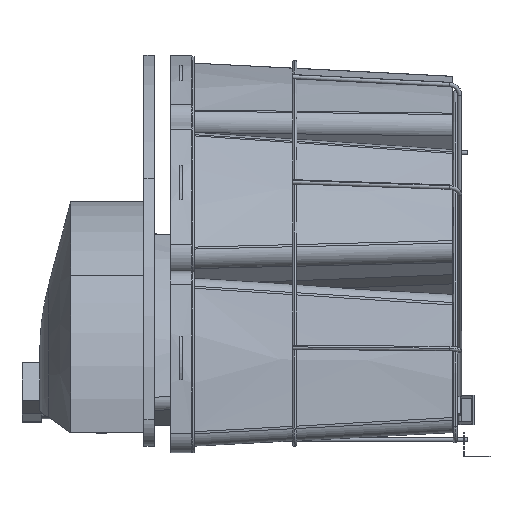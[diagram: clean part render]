
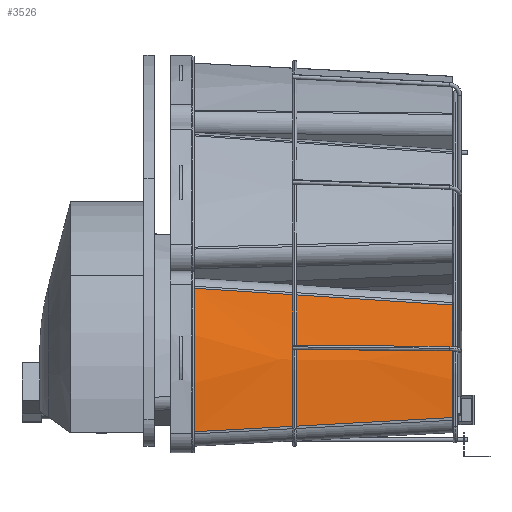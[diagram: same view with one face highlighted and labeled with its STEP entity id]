
A CAD part, left-side view. The second image highlights one B-rep face of the part: STEP entity #3526.
In plain terms, the highlighted conical face has half-angle 2.5 degrees and reference radius 415.812 mm.
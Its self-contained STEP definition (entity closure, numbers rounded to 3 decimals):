
#3526=ADVANCED_FACE('',(#6022),#6023,.T.);
#6022=FACE_OUTER_BOUND('',#8437,.T.);
#6023=CONICAL_SURFACE('',#8438,415.812,0.044);
#8437=EDGE_LOOP('',(#15537,#15538,#15539,#15540));
#8438=AXIS2_PLACEMENT_3D('',#15541,#15542,#15543);
#15537=ORIENTED_EDGE('',*,*,#19088,.T.);
#15538=ORIENTED_EDGE('',*,*,#19092,.T.);
#15539=ORIENTED_EDGE('',*,*,#19071,.T.);
#15540=ORIENTED_EDGE('',*,*,#18937,.F.);
#15541=CARTESIAN_POINT('',(21.59,317.45,-5.518));
#15542=DIRECTION('',(0.,1.0,0.));
#15543=DIRECTION('',(-0.153,0.,-0.988));
#18937=EDGE_CURVE('',#22526,#22528,#22529,.T.);
#19071=EDGE_CURVE('',#22763,#22528,#22764,.T.);
#19088=EDGE_CURVE('',#22526,#22786,#22788,.T.);
#19092=EDGE_CURVE('',#22786,#22763,#22792,.T.);
#22526=VERTEX_POINT('',#29200);
#22528=VERTEX_POINT('',#29220);
#22529=B_SPLINE_CURVE_WITH_KNOTS('',3,(#29221,#29222,#29223,#29224,#29225,#29226),.UNSPECIFIED.,.F.,.F.,(4,1,1,4),(0.0,97.013,194.846,293.499),.UNSPECIFIED.);
#22763=VERTEX_POINT('',#29956);
#22764=CIRCLE('',#29957,415.812);
#22786=VERTEX_POINT('',#30006);
#22788=CIRCLE('',#30026,403.028);
#22792=B_SPLINE_CURVE_WITH_KNOTS('',3,(#30054,#30055,#30056,#30057,#30058,#30059),.UNSPECIFIED.,.F.,.F.,(4,1,1,4),(0.0,95.96,193.793,293.499),.UNSPECIFIED.);
#29200=CARTESIAN_POINT('',(-381.427,24.65,-8.554));
#29220=CARTESIAN_POINT('',(-393.785,317.45,-24.593));
#29221=CARTESIAN_POINT('',(-381.427,24.65,-8.554));
#29222=CARTESIAN_POINT('',(-382.822,56.909,-10.33));
#29223=CARTESIAN_POINT('',(-385.601,121.7,-13.891));
#29224=CARTESIAN_POINT('',(-389.72,219.3,-19.237));
#29225=CARTESIAN_POINT('',(-392.433,284.642,-22.805));
#29226=CARTESIAN_POINT('',(-393.785,317.45,-24.593));
#29956=CARTESIAN_POINT('',(-368.674,317.45,137.988));
#29957=AXIS2_PLACEMENT_3D('',#34734,#34735,#34736);
#30006=CARTESIAN_POINT('',(-361.731,24.65,118.968));
#30026=AXIS2_PLACEMENT_3D('',#34759,#34760,#34761);
#30054=CARTESIAN_POINT('',(-361.731,24.65,118.968));
#30055=CARTESIAN_POINT('',(-362.517,56.558,121.059));
#30056=CARTESIAN_POINT('',(-364.084,121.,125.269));
#30057=CARTESIAN_POINT('',(-366.398,218.6,131.61));
#30058=CARTESIAN_POINT('',(-367.917,284.292,135.853));
#30059=CARTESIAN_POINT('',(-368.674,317.45,137.988));
#34734=CARTESIAN_POINT('',(21.59,317.45,-5.518));
#34735=DIRECTION('',(0.0,-1.0,0.0));
#34736=DIRECTION('',(-0.939,0.0,0.345));
#34759=CARTESIAN_POINT('',(21.59,24.65,-5.518));
#34760=DIRECTION('',(0.0,1.0,0.0));
#34761=DIRECTION('',(-1.,0.0,-0.008));
